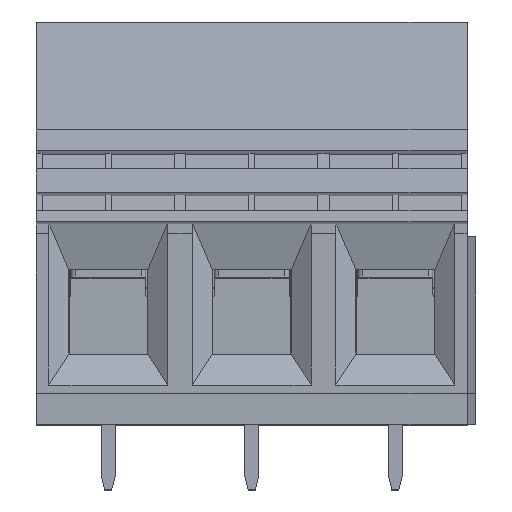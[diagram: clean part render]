
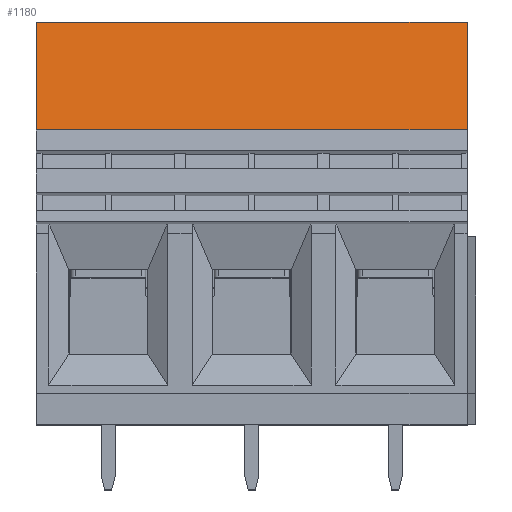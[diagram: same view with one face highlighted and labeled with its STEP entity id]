
A CAD part, top view. The second image highlights one B-rep face of the part: STEP entity #1180.
In plain terms, the highlighted planar face has unit normal (0, 0.179, 0.984).
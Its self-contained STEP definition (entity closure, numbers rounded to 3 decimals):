
#1180 = ADVANCED_FACE( '', ( #2376 ), #2377, .F. );
#2376 = FACE_OUTER_BOUND( '', #3776, .T. );
#2377 = PLANE( '', #3777 );
#3776 = EDGE_LOOP( '', ( #6989, #6990, #6991, #6992 ) );
#3777 = AXIS2_PLACEMENT_3D( '', #6993, #6994, #6995 );
#6989 = ORIENTED_EDGE( '', *, *, #8522, .T. );
#6990 = ORIENTED_EDGE( '', *, *, #8870, .F. );
#6991 = ORIENTED_EDGE( '', *, *, #9366, .F. );
#6992 = ORIENTED_EDGE( '', *, *, #8296, .T. );
#6993 = CARTESIAN_POINT( '', ( 15.24, 21., 6.55 ) );
#6994 = DIRECTION( '', ( 0., -0.179, -0.984 ) );
#6995 = DIRECTION( '', ( 0., 0.984, -0.179 ) );
#8296 = EDGE_CURVE( '', #10030, #10028, #10031, .T. );
#8522 = EDGE_CURVE( '', #10028, #10406, #10408, .T. );
#8870 = EDGE_CURVE( '', #10958, #10406, #10960, .T. );
#9366 = EDGE_CURVE( '', #10030, #10958, #11615, .T. );
#10028 = VERTEX_POINT( '', #12513 );
#10030 = VERTEX_POINT( '', #12516 );
#10031 = LINE( '', #12517, #12518 );
#10406 = VERTEX_POINT( '', #13068 );
#10408 = LINE( '', #13071, #13072 );
#10958 = VERTEX_POINT( '', #13887 );
#10960 = LINE( '', #13890, #13891 );
#11615 = LINE( '', #14868, #14869 );
#12513 = CARTESIAN_POINT( '', ( -15.24, 21., 6.55 ) );
#12516 = CARTESIAN_POINT( '', ( 15.24, 21., 6.55 ) );
#12517 = CARTESIAN_POINT( '', ( 15.24, 21., 6.55 ) );
#12518 = VECTOR( '', #15413, 1000. );
#13068 = CARTESIAN_POINT( '', ( -15.24, 13.194, 7.969 ) );
#13071 = CARTESIAN_POINT( '', ( -15.24, 21., 6.55 ) );
#13072 = VECTOR( '', #15648, 1000. );
#13887 = CARTESIAN_POINT( '', ( 15.24, 13.194, 7.969 ) );
#13890 = CARTESIAN_POINT( '', ( 15.24, 13.194, 7.969 ) );
#13891 = VECTOR( '', #16025, 1000. );
#14868 = CARTESIAN_POINT( '', ( 15.24, 21., 6.55 ) );
#14869 = VECTOR( '', #16472, 1000. );
#15413 = DIRECTION( '', ( -1., 0., 0. ) );
#15648 = DIRECTION( '', ( 0., -0.984, 0.179 ) );
#16025 = DIRECTION( '', ( -1., 0., 0. ) );
#16472 = DIRECTION( '', ( 0., -0.984, 0.179 ) );
